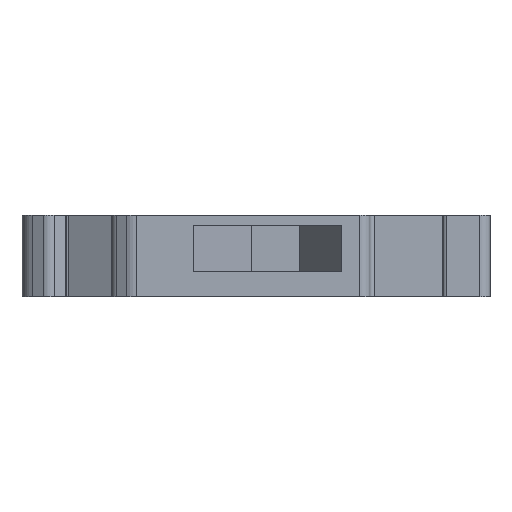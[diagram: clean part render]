
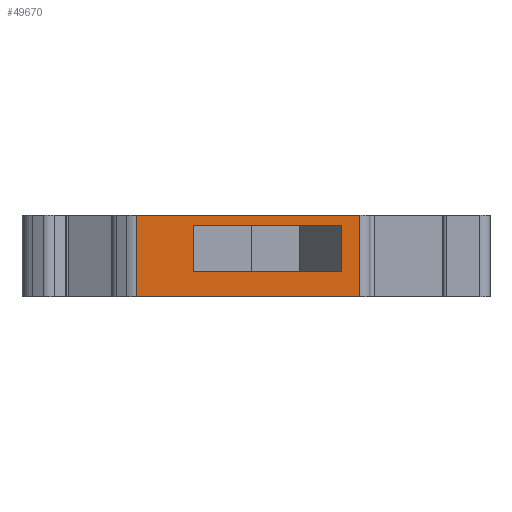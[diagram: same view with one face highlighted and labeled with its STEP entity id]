
A CAD part, left-side view. The second image highlights one B-rep face of the part: STEP entity #49670.
In plain terms, the highlighted planar face has unit normal (-1, 0, 0).
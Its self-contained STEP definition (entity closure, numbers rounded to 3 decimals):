
#8100=CARTESIAN_POINT('',(-174.441,-29.25,8.15));
#8110=VERTEX_POINT('',#8100);
#8140=CARTESIAN_POINT('',(-174.441,-6.878,8.15));
#8150=DIRECTION('',(0.,-1.,0.));
#8160=VECTOR('',#8150,1.);
#8170=LINE('',#8140,#8160);
#8180=CARTESIAN_POINT('',(-174.441,-6.923,8.15));
#8190=VERTEX_POINT('',#8180);
#8200=EDGE_CURVE('',#8190,#8110,#8170,.T.);
#16620=CARTESIAN_POINT('',(-174.441,-27.414,7.15));
#16630=VERTEX_POINT('',#16620);
#16660=CARTESIAN_POINT('',(-174.441,-27.414,8.15));
#16670=DIRECTION('',(0.,0.,-1.));
#16680=VECTOR('',#16670,1.);
#16690=LINE('',#16660,#16680);
#16700=CARTESIAN_POINT('',(-174.441,-27.414,
2.55));
#16710=VERTEX_POINT('',#16700);
#16720=EDGE_CURVE('',#16630,#16710,#16690,.T.);
#18370=CARTESIAN_POINT('',(-174.441,-12.596,7.15));
#18380=VERTEX_POINT('',#18370);
#18550=CARTESIAN_POINT('',(-174.441,-12.596,
2.55));
#18560=VERTEX_POINT('',#18550);
#18590=CARTESIAN_POINT('',(-174.441,-12.596,8.15));
#18600=DIRECTION('',(0.,0.,-1.));
#18610=VECTOR('',#18600,1.);
#18620=LINE('',#18590,#18610);
#18630=EDGE_CURVE('',#18380,#18560,#18620,.T.);
#27630=CARTESIAN_POINT('',(-174.441,-6.923,
0.));
#27640=VERTEX_POINT('',#27630);
#27670=CARTESIAN_POINT('',(-174.441,-6.878,
0.));
#27680=DIRECTION('',(0.,1.,0.));
#27690=VECTOR('',#27680,1.);
#27700=LINE('',#27670,#27690);
#27710=CARTESIAN_POINT('',(-174.441,-29.25,0.
));
#27720=VERTEX_POINT('',#27710);
#27730=EDGE_CURVE('',#27720,#27640,#27700,.T.);
#44470=CARTESIAN_POINT('',(-174.441,-29.25,8.15));
#44480=DIRECTION('',(0.,0.,1.));
#44490=VECTOR('',#44480,1.);
#44500=LINE('',#44470,#44490);
#44510=EDGE_CURVE('',#27720,#8110,#44500,.T.);
#47040=CARTESIAN_POINT('',(-174.441,-6.878,7.15));
#47050=DIRECTION('',(0.,-1.,0.));
#47060=VECTOR('',#47050,1.);
#47070=LINE('',#47040,#47060);
#47080=EDGE_CURVE('',#18380,#16630,#47070,.T.);
#49400=CARTESIAN_POINT('',(-174.441,-7.406,8.15));
#49410=DIRECTION('',(-1.,0.,0.));
#49420=DIRECTION('',(0.,1.,0.));
#49430=AXIS2_PLACEMENT_3D('',#49400,#49410,#49420);
#49440=PLANE('',#49430);
#49450=ORIENTED_EDGE('',*,*,#47080,.T.);
#49460=ORIENTED_EDGE('',*,*,#18630,.F.);
#49470=CARTESIAN_POINT('',(-174.441,-6.878,
2.55));
#49480=DIRECTION('',(0.,1.,0.));
#49490=VECTOR('',#49480,1.);
#49500=LINE('',#49470,#49490);
#49510=EDGE_CURVE('',#16710,#18560,#49500,.T.);
#49520=ORIENTED_EDGE('',*,*,#49510,.T.);
#49530=ORIENTED_EDGE('',*,*,#16720,.T.);
#49540=EDGE_LOOP('',(#49530,#49520,#49460,#49450));
#49550=FACE_BOUND('',#49540,.T.);
#49560=CARTESIAN_POINT('',(-174.441,-6.923,8.15));
#49570=DIRECTION('',(0.,0.,1.));
#49580=VECTOR('',#49570,1.);
#49590=LINE('',#49560,#49580);
#49600=EDGE_CURVE('',#27640,#8190,#49590,.T.);
#49610=ORIENTED_EDGE('',*,*,#49600,.F.);
#49620=ORIENTED_EDGE('',*,*,#8200,.F.);
#49630=ORIENTED_EDGE('',*,*,#44510,.T.);
#49640=ORIENTED_EDGE('',*,*,#27730,.F.);
#49650=EDGE_LOOP('',(#49640,#49630,#49620,#49610));
#49660=FACE_OUTER_BOUND('',#49650,.T.);
#49670=ADVANCED_FACE('',(#49550,#49660),#49440,.T.);
